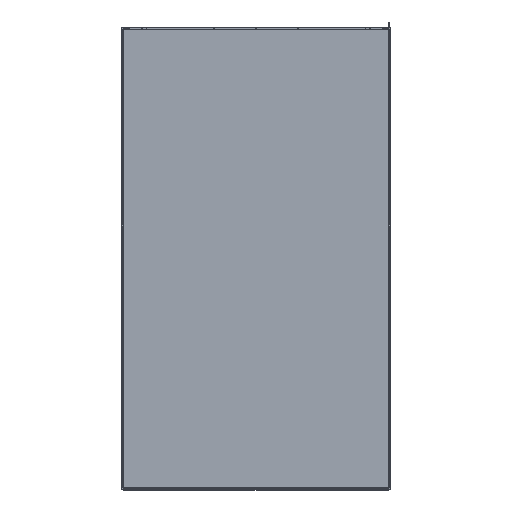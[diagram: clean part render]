
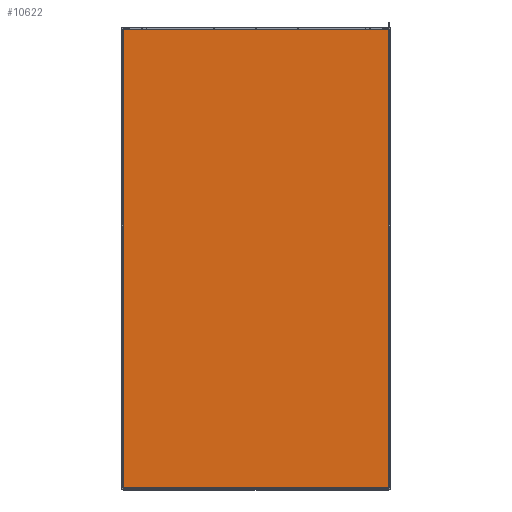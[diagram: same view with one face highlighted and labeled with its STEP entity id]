
A CAD part, top view. The second image highlights one B-rep face of the part: STEP entity #10622.
In plain terms, the highlighted face is planar.
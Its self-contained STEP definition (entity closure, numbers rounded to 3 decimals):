
#10403=CARTESIAN_POINT('',(1104.35,4.,-638.4));
#10404=DIRECTION('',(0.,1.,0.));
#10405=DIRECTION('',(1.,0.,0.));
#10406=AXIS2_PLACEMENT_3D('',#10403,#10404,#10405);
#10408=DIRECTION('',(0.,0.,-1.));
#10409=VECTOR('',#10408,1276.8);
#10410=CARTESIAN_POINT('',(1111.85,4.,638.4));
#10411=LINE('',#10410,#10409);
#10412=CARTESIAN_POINT('',(1104.35,4.,638.4));
#10413=DIRECTION('',(0.,1.,0.));
#10414=DIRECTION('',(0.,0.,1.));
#10415=AXIS2_PLACEMENT_3D('',#10412,#10413,#10414);
#10417=DIRECTION('',(1.,0.,0.));
#10418=VECTOR('',#10417,2208.7);
#10419=CARTESIAN_POINT('',(-1104.35,4.,645.9));
#10420=LINE('',#10419,#10418);
#10421=CARTESIAN_POINT('',(-1104.35,4.,638.4));
#10422=DIRECTION('',(0.,1.,0.));
#10423=DIRECTION('',(-1.,0.,0.));
#10424=AXIS2_PLACEMENT_3D('',#10421,#10422,#10423);
#10426=DIRECTION('',(0.,0.,1.));
#10427=VECTOR('',#10426,1276.8);
#10428=CARTESIAN_POINT('',(-1111.85,4.,-638.4));
#10429=LINE('',#10428,#10427);
#10430=CARTESIAN_POINT('',(-1104.35,4.,-638.4));
#10431=DIRECTION('',(0.,1.,0.));
#10432=DIRECTION('',(0.,0.,-1.));
#10433=AXIS2_PLACEMENT_3D('',#10430,#10431,#10432);
#10435=DIRECTION('',(-1.,0.,0.));
#10436=VECTOR('',#10435,2208.7);
#10437=CARTESIAN_POINT('',(1104.35,4.,-645.9));
#10438=LINE('',#10437,#10436);
#10443=CARTESIAN_POINT('',(1111.85,4.,-638.4));
#10444=VERTEX_POINT('',#10443);
#10445=CARTESIAN_POINT('',(1104.35,4.,-645.9));
#10446=VERTEX_POINT('',#10445);
#10451=CARTESIAN_POINT('',(-1104.35,4.,-645.9));
#10452=VERTEX_POINT('',#10451);
#10453=CARTESIAN_POINT('',(-1111.85,4.,-638.4));
#10454=VERTEX_POINT('',#10453);
#10459=CARTESIAN_POINT('',(1104.35,4.,645.9));
#10460=VERTEX_POINT('',#10459);
#10461=CARTESIAN_POINT('',(1111.85,4.,638.4));
#10462=VERTEX_POINT('',#10461);
#10467=CARTESIAN_POINT('',(-1111.85,4.,638.4));
#10468=VERTEX_POINT('',#10467);
#10469=CARTESIAN_POINT('',(-1104.35,4.,645.9));
#10470=VERTEX_POINT('',#10469);
#10607=CARTESIAN_POINT('',(0.,4.,0.));
#10608=DIRECTION('',(0.,1.,0.));
#10609=DIRECTION('',(1.,0.,0.));
#10610=AXIS2_PLACEMENT_3D('',#10607,#10608,#10609);
#10611=PLANE('',#10610);
#10612=ORIENTED_EDGE('',*,*,#10503,.F.);
#10613=ORIENTED_EDGE('',*,*,#10519,.F.);
#10614=ORIENTED_EDGE('',*,*,#10532,.F.);
#10615=ORIENTED_EDGE('',*,*,#10547,.F.);
#10616=ORIENTED_EDGE('',*,*,#10560,.F.);
#10617=ORIENTED_EDGE('',*,*,#10573,.F.);
#10618=ORIENTED_EDGE('',*,*,#10588,.F.);
#10619=ORIENTED_EDGE('',*,*,#10600,.F.);
#10620=EDGE_LOOP('',(#10612,#10613,#10614,#10615,#10616,#10617,#10618,#10619));
#10621=FACE_OUTER_BOUND('',#10620,.F.);
#10407=CIRCLE('',#10406,7.5);
#10416=CIRCLE('',#10415,7.5);
#10425=CIRCLE('',#10424,7.5);
#10434=CIRCLE('',#10433,7.5);
#10503=EDGE_CURVE('',#10444,#10446,#10407,.T.);
#10519=EDGE_CURVE('',#10462,#10444,#10411,.T.);
#10532=EDGE_CURVE('',#10460,#10462,#10416,.T.);
#10547=EDGE_CURVE('',#10470,#10460,#10420,.T.);
#10560=EDGE_CURVE('',#10468,#10470,#10425,.T.);
#10573=EDGE_CURVE('',#10454,#10468,#10429,.T.);
#10588=EDGE_CURVE('',#10452,#10454,#10434,.T.);
#10600=EDGE_CURVE('',#10446,#10452,#10438,.T.);
#10622=ADVANCED_FACE('',(#10621),#10611,.T.);
